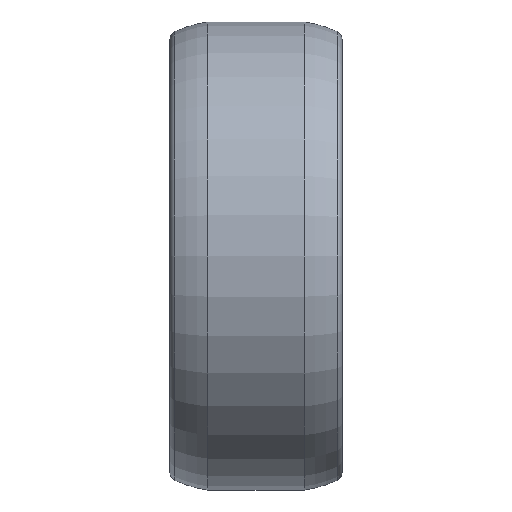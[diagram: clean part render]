
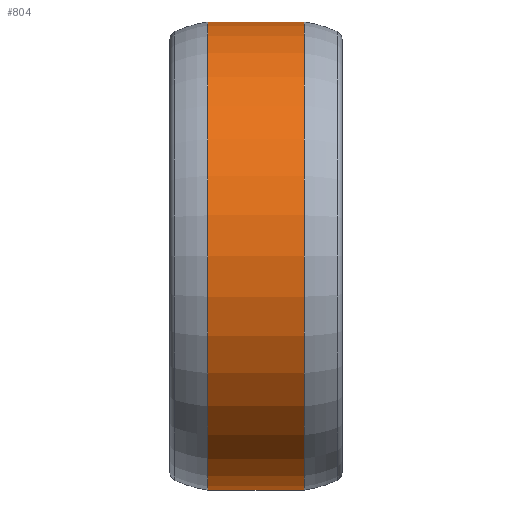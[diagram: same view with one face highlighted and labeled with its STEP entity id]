
A CAD part, front view. The second image highlights one B-rep face of the part: STEP entity #804.
In plain terms, the highlighted cylindrical face has radius 13.6 mm (diameter 27.2 mm), a partial arc.
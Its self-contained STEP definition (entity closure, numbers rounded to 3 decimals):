
#665=CARTESIAN_POINT('',(2.8,0.,-13.6));
#666=VERTEX_POINT('',#665);
#673=CARTESIAN_POINT('',(-2.8,-0.,-13.6));
#674=VERTEX_POINT('',#673);
#675=CARTESIAN_POINT('',(2.8,-0.,-13.6));
#676=DIRECTION('',(-1.,0.,0.));
#677=VECTOR('',#676,5.6);
#678=LINE('',#675,#677);
#679=EDGE_CURVE('NONE',#666,#674,#678,.T.);
#772=CARTESIAN_POINT('',(0.,0.,0.));
#773=DIRECTION('',(1.,0.,0.));
#774=DIRECTION('',(0.,0.,-1.));
#775=AXIS2_PLACEMENT_3D('',#772,#773,#774);
#776=CYLINDRICAL_SURFACE('',#775,13.6);
#777=ORIENTED_EDGE('',*,*,#679,.F.);
#778=CARTESIAN_POINT('',(2.8,0.,13.6));
#779=VERTEX_POINT('',#778);
#780=CARTESIAN_POINT('',(2.8,0.,0.));
#781=DIRECTION('',(1.,-0.,-0.));
#782=DIRECTION('',(0.,0.,1.));
#783=AXIS2_PLACEMENT_3D('',#780,#781,#782);
#784=CIRCLE('',#783,13.6);
#785=EDGE_CURVE('NONE',#779,#666,#784,.T.);
#786=ORIENTED_EDGE('',*,*,#785,.F.);
#787=CARTESIAN_POINT('',(-2.8,0.,13.6));
#788=VERTEX_POINT('',#787);
#789=CARTESIAN_POINT('',(2.8,0.,13.6));
#790=DIRECTION('',(-1.,-0.,0.));
#791=VECTOR('',#790,5.6);
#792=LINE('',#789,#791);
#793=EDGE_CURVE('NONE',#779,#788,#792,.T.);
#794=ORIENTED_EDGE('',*,*,#793,.T.);
#795=CARTESIAN_POINT('',(-2.8,0.,0.));
#796=DIRECTION('',(1.,0.,0.));
#797=DIRECTION('',(0.,0.,-1.));
#798=AXIS2_PLACEMENT_3D('',#795,#796,#797);
#799=CIRCLE('',#798,13.6);
#800=EDGE_CURVE('NONE',#788,#674,#799,.T.);
#801=ORIENTED_EDGE('',*,*,#800,.T.);
#802=EDGE_LOOP('',(#777,#786,#794,#801));
#803=FACE_BOUND('',#802,.T.);
#804=ADVANCED_FACE('NONE',(#803),#776,.T.);
